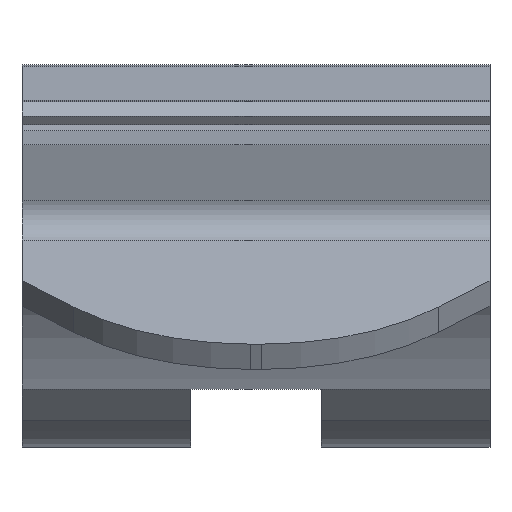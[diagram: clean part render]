
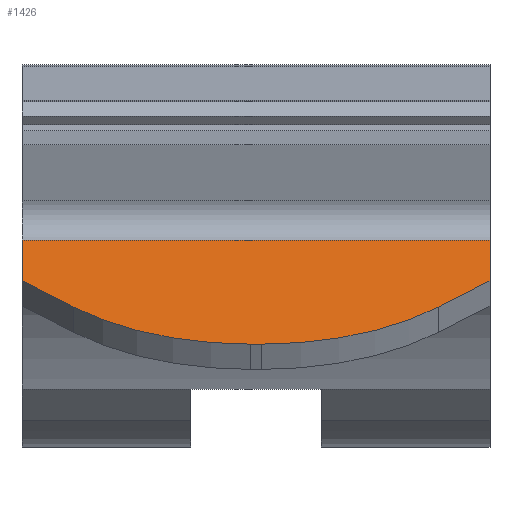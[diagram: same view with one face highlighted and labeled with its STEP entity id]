
A CAD part, top view. The second image highlights one B-rep face of the part: STEP entity #1426.
In plain terms, the highlighted planar face has unit normal (0, 0.861, 0.509).
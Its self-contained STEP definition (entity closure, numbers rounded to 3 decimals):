
#2 = DIRECTION ( 'NONE',  ( 0., 0.509, -0.861 ) ) ;
#23 = CARTESIAN_POINT ( 'NONE',  ( 0.373, -43.694, 58.759 ) ) ;
#54 = LINE ( 'NONE', #74, #690 ) ;
#74 = CARTESIAN_POINT ( 'NONE',  ( 15., -6.609, -3.911 ) ) ;
#110 = DIRECTION ( 'NONE',  ( 0., 0.509, -0.861 ) ) ;
#113 = VECTOR ( 'NONE', #1022, 1000. ) ;
#126 = AXIS2_PLACEMENT_3D ( 'NONE', #1562, #552, #1073 ) ;
#128 = CARTESIAN_POINT ( 'NONE',  ( -15., -39.62, 51.875 ) ) ;
#132 = LINE ( 'NONE', #1545, #340 ) ;
#154 = ORIENTED_EDGE ( 'NONE', *, *, #1394, .T. ) ;
#157 = LINE ( 'NONE', #1671, #113 ) ;
#209 = CARTESIAN_POINT ( 'NONE',  ( -0.373, -43.694, 58.759 ) ) ;
#230 = CARTESIAN_POINT ( 'NONE',  ( 31.768, -6.609, -3.911 ) ) ;
#286 = VERTEX_POINT ( 'NONE', #1370 ) ;
#288 = AXIS2_PLACEMENT_3D ( 'NONE', #230, #1019, #110 ) ;
#295 = CARTESIAN_POINT ( 'NONE',  ( -15., -37.014, 47.471 ) ) ;
#340 = VECTOR ( 'NONE', #655, 1000. ) ;
#343 = DIRECTION ( 'NONE',  ( 0.707, 0.36, -0.609 ) ) ;
#388 = VERTEX_POINT ( 'NONE', #295 ) ;
#393 = VERTEX_POINT ( 'NONE', #590 ) ;
#445 = CIRCLE ( 'NONE', #126, 16. ) ;
#452 = VERTEX_POINT ( 'NONE', #1030 ) ;
#466 = DIRECTION ( 'NONE',  ( -1., 0., 0. ) ) ;
#552 = DIRECTION ( 'NONE',  ( 0., 0.861, 0.509 ) ) ;
#580 = DIRECTION ( 'NONE',  ( 0., -0.509, 0.861 ) ) ;
#588 = AXIS2_PLACEMENT_3D ( 'NONE', #1166, #1560, #2 ) ;
#590 = CARTESIAN_POINT ( 'NONE',  ( 11.686, -41.308, 54.726 ) ) ;
#604 = VECTOR ( 'NONE', #466, 1000. ) ;
#655 = DIRECTION ( 'NONE',  ( 0.707, -0.36, 0.609 ) ) ;
#690 = VECTOR ( 'NONE', #580, 1000. ) ;
#729 = EDGE_CURVE ( 'NONE', #452, #388, #157, .T. ) ;
#747 = EDGE_CURVE ( 'NONE', #1594, #1336, #132, .T. ) ;
#757 = ORIENTED_EDGE ( 'NONE', *, *, #1437, .F. ) ;
#834 = ORIENTED_EDGE ( 'NONE', *, *, #1299, .F. ) ;
#867 = EDGE_CURVE ( 'NONE', #1183, #1048, #1359, .T. ) ;
#876 = PLANE ( 'NONE',  #288 ) ;
#922 = ORIENTED_EDGE ( 'NONE', *, *, #1595, .T. ) ;
#933 = ORIENTED_EDGE ( 'NONE', *, *, #747, .T. ) ;
#961 = CIRCLE ( 'NONE', #588, 16. ) ;
#1008 = VECTOR ( 'NONE', #343, 1000. ) ;
#1019 = DIRECTION ( 'NONE',  ( 0., -0.861, -0.509 ) ) ;
#1022 = DIRECTION ( 'NONE',  ( -1., 0., 0. ) ) ;
#1030 = CARTESIAN_POINT ( 'NONE',  ( 15., -37.014, 47.471 ) ) ;
#1036 = ORIENTED_EDGE ( 'NONE', *, *, #1198, .T. ) ;
#1047 = ORIENTED_EDGE ( 'NONE', *, *, #729, .T. ) ;
#1048 = VERTEX_POINT ( 'NONE', #209 ) ;
#1073 = DIRECTION ( 'NONE',  ( 0., 0.509, -0.861 ) ) ;
#1104 = CARTESIAN_POINT ( 'NONE',  ( 31.768, -43.694, 58.759 ) ) ;
#1134 = LINE ( 'NONE', #1656, #1235 ) ;
#1166 = CARTESIAN_POINT ( 'NONE',  ( 0.373, -35.546, 44.99 ) ) ;
#1183 = VERTEX_POINT ( 'NONE', #23 ) ;
#1198 = EDGE_CURVE ( 'NONE', #1336, #1048, #445, .T. ) ;
#1235 = VECTOR ( 'NONE', #1258, 1000. ) ;
#1258 = DIRECTION ( 'NONE',  ( 0., 0.509, -0.861 ) ) ;
#1299 = EDGE_CURVE ( 'NONE', #452, #286, #54, .T. ) ;
#1325 = EDGE_LOOP ( 'NONE', ( #834, #1047, #757, #933, #1036, #1565, #922, #154 ) ) ;
#1336 = VERTEX_POINT ( 'NONE', #1490 ) ;
#1359 = LINE ( 'NONE', #1104, #604 ) ;
#1370 = CARTESIAN_POINT ( 'NONE',  ( 15., -39.62, 51.875 ) ) ;
#1394 = EDGE_CURVE ( 'NONE', #393, #286, #1627, .T. ) ;
#1426 = ADVANCED_FACE ( 'NONE', ( #1525 ), #876, .F. ) ;
#1437 = EDGE_CURVE ( 'NONE', #1594, #388, #1134, .T. ) ;
#1490 = CARTESIAN_POINT ( 'NONE',  ( -11.686, -41.308, 54.726 ) ) ;
#1503 = CARTESIAN_POINT ( 'NONE',  ( 15., -39.62, 51.875 ) ) ;
#1525 = FACE_OUTER_BOUND ( 'NONE', #1325, .T. ) ;
#1545 = CARTESIAN_POINT ( 'NONE',  ( -15., -39.62, 51.875 ) ) ;
#1560 = DIRECTION ( 'NONE',  ( 0., 0.861, 0.509 ) ) ;
#1562 = CARTESIAN_POINT ( 'NONE',  ( -0.373, -35.546, 44.99 ) ) ;
#1565 = ORIENTED_EDGE ( 'NONE', *, *, #867, .F. ) ;
#1594 = VERTEX_POINT ( 'NONE', #128 ) ;
#1595 = EDGE_CURVE ( 'NONE', #1183, #393, #961, .T. ) ;
#1627 = LINE ( 'NONE', #1503, #1008 ) ;
#1656 = CARTESIAN_POINT ( 'NONE',  ( -15., -6.609, -3.911 ) ) ;
#1671 = CARTESIAN_POINT ( 'NONE',  ( -15., -37.014, 47.471 ) ) ;
